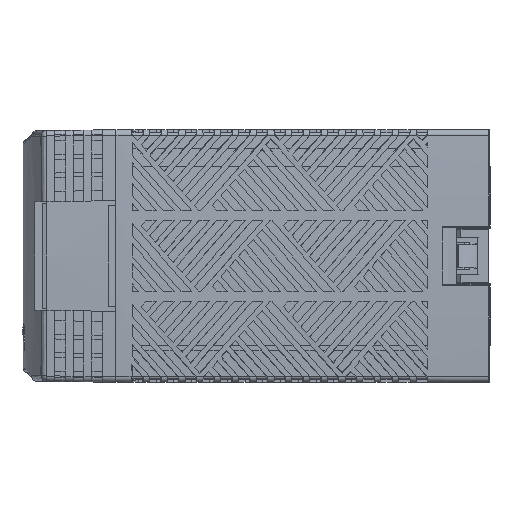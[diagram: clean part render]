
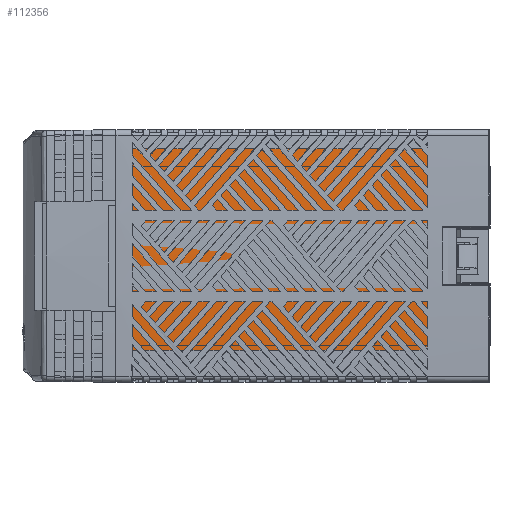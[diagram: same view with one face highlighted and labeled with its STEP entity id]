
A CAD part, left-side view. The second image highlights one B-rep face of the part: STEP entity #112356.
In plain terms, the highlighted cylindrical face has radius 559.694 mm (diameter 1119.39 mm), a partial arc.
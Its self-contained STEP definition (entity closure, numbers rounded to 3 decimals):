
#112263=DIRECTION('',(0.,1.,0.));
#112264=VECTOR('',#112263,79.9);
#112265=CARTESIAN_POINT('',(-43.005,0.,25.791));
#112266=LINE('',#112265,#112264);
#112267=CARTESIAN_POINT('',(516.094,79.9,0.));
#112268=DIRECTION('',(0.,-1.,0.));
#112269=DIRECTION('',(-0.999,0.,0.046));
#112270=AXIS2_PLACEMENT_3D('',#112267,#112268,#112269);
#112272=CARTESIAN_POINT('',(516.094,79.9,0.));
#112273=DIRECTION('',(0.,-1.,0.));
#112274=DIRECTION('',(-1.,0.,0.));
#112275=AXIS2_PLACEMENT_3D('',#112272,#112273,#112274);
#112277=DIRECTION('',(0.,-1.,0.));
#112278=VECTOR('',#112277,79.9);
#112279=CARTESIAN_POINT('',(-43.005,79.9,-25.791));
#112280=LINE('',#112279,#112278);
#112281=CARTESIAN_POINT('',(516.094,0.,0.));
#112282=DIRECTION('',(0.,1.,0.));
#112283=DIRECTION('',(-0.999,0.,-0.046));
#112284=AXIS2_PLACEMENT_3D('',#112281,#112282,#112283);
#112286=DIRECTION('',(0.,1.,0.));
#112287=VECTOR('',#112286,7.2);
#112288=CARTESIAN_POINT('',(-43.568,0.,-5.985));
#112289=LINE('',#112288,#112287);
#112290=CARTESIAN_POINT('',(516.094,7.2,0.));
#112291=DIRECTION('',(0.,1.,0.));
#112292=DIRECTION('',(-1.,0.,-0.011));
#112293=AXIS2_PLACEMENT_3D('',#112290,#112291,#112292);
#112295=CARTESIAN_POINT('',(516.094,7.2,0.));
#112296=DIRECTION('',(0.,1.,0.));
#112297=DIRECTION('',(-1.,0.,0.));
#112298=AXIS2_PLACEMENT_3D('',#112295,#112296,#112297);
#112300=DIRECTION('',(0.,-1.,0.));
#112301=VECTOR('',#112300,7.2);
#112302=CARTESIAN_POINT('',(-43.568,7.2,5.985));
#112303=LINE('',#112302,#112301);
#112304=CARTESIAN_POINT('',(516.094,0.,0.));
#112305=DIRECTION('',(0.,1.,0.));
#112306=DIRECTION('',(-1.,0.,0.011));
#112307=AXIS2_PLACEMENT_3D('',#112304,#112305,#112306);
#112309=CARTESIAN_POINT('',(-43.005,0.,25.791));
#112310=CARTESIAN_POINT('',(-43.005,79.9,25.791));
#112311=VERTEX_POINT('',#112309);
#112312=VERTEX_POINT('',#112310);
#112313=CARTESIAN_POINT('',(-43.6,79.9,0.));
#112314=VERTEX_POINT('',#112313);
#112315=CARTESIAN_POINT('',(-43.005,79.9,-25.791));
#112316=VERTEX_POINT('',#112315);
#112317=CARTESIAN_POINT('',(-43.005,0.,-25.791));
#112318=VERTEX_POINT('',#112317);
#112319=CARTESIAN_POINT('',(-43.568,0.,-5.985));
#112320=VERTEX_POINT('',#112319);
#112321=CARTESIAN_POINT('',(-43.568,7.2,-5.985));
#112322=VERTEX_POINT('',#112321);
#112323=CARTESIAN_POINT('',(-43.6,7.2,0.));
#112324=VERTEX_POINT('',#112323);
#112325=CARTESIAN_POINT('',(-43.568,7.2,5.985));
#112326=VERTEX_POINT('',#112325);
#112327=CARTESIAN_POINT('',(-43.568,0.,5.985));
#112328=VERTEX_POINT('',#112327);
#112329=CARTESIAN_POINT('',(516.094,-1.598,0.));
#112330=DIRECTION('',(0.,1.,0.));
#112331=DIRECTION('',(1.,0.,0.));
#112332=AXIS2_PLACEMENT_3D('',#112329,#112330,#112331);
#112333=CYLINDRICAL_SURFACE('',#112332,559.694);
#112335=ORIENTED_EDGE('',*,*,#112334,.T.);
#112337=ORIENTED_EDGE('',*,*,#112336,.T.);
#112339=ORIENTED_EDGE('',*,*,#112338,.T.);
#112341=ORIENTED_EDGE('',*,*,#112340,.T.);
#112343=ORIENTED_EDGE('',*,*,#112342,.T.);
#112345=ORIENTED_EDGE('',*,*,#112344,.T.);
#112347=ORIENTED_EDGE('',*,*,#112346,.T.);
#112349=ORIENTED_EDGE('',*,*,#112348,.T.);
#112351=ORIENTED_EDGE('',*,*,#112350,.T.);
#112353=ORIENTED_EDGE('',*,*,#112352,.T.);
#112354=EDGE_LOOP('',(#112335,#112337,#112339,#112341,#112343,#112345,#112347,
#112349,#112351,#112353));
#112355=FACE_OUTER_BOUND('',#112354,.F.);
#112356=ADVANCED_FACE('',(#112355),#112333,.F.);
#112271=CIRCLE('',#112270,559.694);
#112276=CIRCLE('',#112275,559.694);
#112285=CIRCLE('',#112284,559.694);
#112294=CIRCLE('',#112293,559.694);
#112299=CIRCLE('',#112298,559.694);
#112308=CIRCLE('',#112307,559.694);
#112334=EDGE_CURVE('',#112311,#112312,#112266,.T.);
#112336=EDGE_CURVE('',#112312,#112314,#112271,.T.);
#112338=EDGE_CURVE('',#112314,#112316,#112276,.T.);
#112340=EDGE_CURVE('',#112316,#112318,#112280,.T.);
#112342=EDGE_CURVE('',#112318,#112320,#112285,.T.);
#112344=EDGE_CURVE('',#112320,#112322,#112289,.T.);
#112346=EDGE_CURVE('',#112322,#112324,#112294,.T.);
#112348=EDGE_CURVE('',#112324,#112326,#112299,.T.);
#112350=EDGE_CURVE('',#112326,#112328,#112303,.T.);
#112352=EDGE_CURVE('',#112328,#112311,#112308,.T.);
